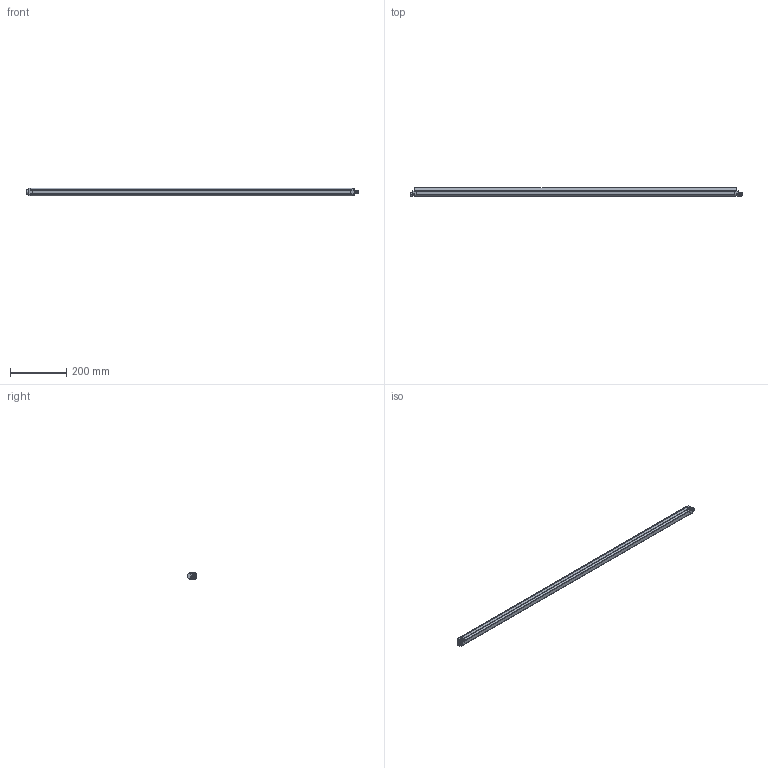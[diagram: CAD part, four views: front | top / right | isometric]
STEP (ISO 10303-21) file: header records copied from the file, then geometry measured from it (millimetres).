
FILE_DESCRIPTION((''),'2;1');
FILE_NAME('210146_ASM','2019-03-20T12:41:50',('pdmadmin'),('BANNER ENGINEERING'),'CREO PARAMETRIC BY PTC INC, 2018300','CREO PARAMETRIC BY PTC INC, 2018300','');
FILE_SCHEMA(('CONFIG_CONTROL_DESIGN'));
Length unit declared in the file: inch
Products named in the file (21): 154026_AF1; 156544_AF1; 08427_AF1; 175710; 175711; 174499; WLS28-2_174500_AF1_ASM; 155834_AF4; 175604_AF50_ASM; 156545_AF1; 192380_AF1; 192381; 191965_AF1_ASM; 189859_WIRE; 189859_AF1_ASM; 155834_AF5; 175605_AF42_ASM; 166154_AF1; 47678; 157628; 210146_ASM
Assembly tree (27 placements, depth 5):
  210146_ASM
    154026_AF1
    175604_AF50_ASM
      156544_AF1
      WLS28-2_174500_AF1_ASM
        08427_AF1
        175710
        175711
        174499
      155834_AF4
    175605_AF42_ASM
      156545_AF1
      189859_AF1_ASM
        191965_AF1_ASM
          192380_AF1
          192381  x5
        189859_WIRE
      155834_AF5
    166154_AF1
    47678  x4
    157628
Bounding box: 1180.64 x 31.65 x 28 mm (x, y, z)
Volume: 363148.9 mm3; surface area: 226851.3 mm2
Topology: 22 solids, 28 shells, 1245 faces, 3026 edges, 1871 vertices
Faces by surface type: cylinder 426, plane 382, cone 227, bspline 105, torus 83, sphere 22
Entity records: 46922 total; most frequent: CARTESIAN_POINT 23047, DIRECTION 5060, ORIENTED_EDGE 4868, EDGE_CURVE 2446, AXIS2_PLACEMENT_3D 2038, VERTEX_POINT 1527, EDGE_LOOP 1082, CIRCLE 1072
